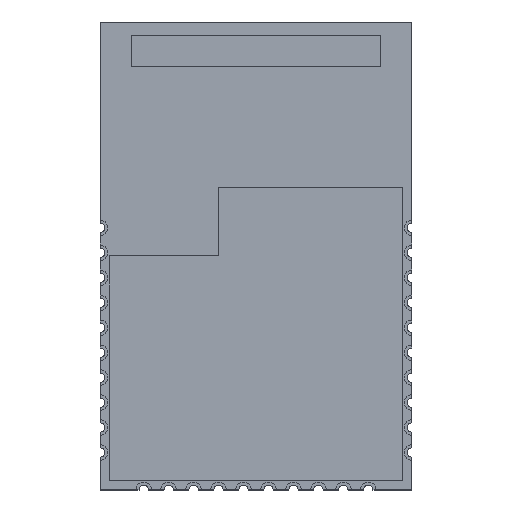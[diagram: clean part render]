
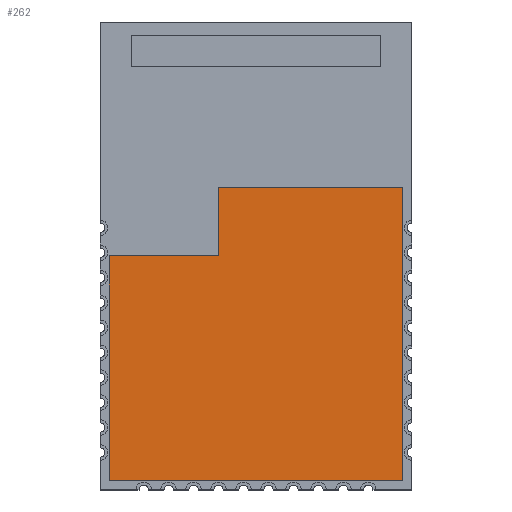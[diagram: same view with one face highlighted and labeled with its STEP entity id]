
A CAD part, top view. The second image highlights one B-rep face of the part: STEP entity #262.
In plain terms, the highlighted planar face has unit normal (0, 0, 1).
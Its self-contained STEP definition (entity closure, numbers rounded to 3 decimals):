
#262 = ADVANCED_FACE( '', ( #605 ), #606, .T. );
#605 = FACE_OUTER_BOUND( '', #1028, .T. );
#606 = PLANE( '', #1029 );
#1028 = EDGE_LOOP( '', ( #1805, #1806, #1807, #1808, #1809, #1810 ) );
#1029 = AXIS2_PLACEMENT_3D( '', #1811, #1812, #1813 );
#1805 = ORIENTED_EDGE( '', *, *, #2673, .T. );
#1806 = ORIENTED_EDGE( '', *, *, #2954, .T. );
#1807 = ORIENTED_EDGE( '', *, *, #2955, .T. );
#1808 = ORIENTED_EDGE( '', *, *, #2687, .T. );
#1809 = ORIENTED_EDGE( '', *, *, #2956, .T. );
#1810 = ORIENTED_EDGE( '', *, *, #2957, .T. );
#1811 = CARTESIAN_POINT( '', ( 0., 0., 1.7 ) );
#1812 = DIRECTION( '', ( 0., 0., 1. ) );
#1813 = DIRECTION( '', ( 1., 0., 0. ) );
#2673 = EDGE_CURVE( '', #3232, #3230, #3233, .T. );
#2687 = EDGE_CURVE( '', #3258, #3256, #3259, .T. );
#2954 = EDGE_CURVE( '', #3230, #3702, #3703, .T. );
#2955 = EDGE_CURVE( '', #3702, #3258, #3704, .T. );
#2956 = EDGE_CURVE( '', #3256, #3705, #3706, .T. );
#2957 = EDGE_CURVE( '', #3705, #3232, #3707, .T. );
#3230 = VERTEX_POINT( '', #4049 );
#3232 = VERTEX_POINT( '', #4052 );
#3233 = LINE( '', #4053, #4054 );
#3256 = VERTEX_POINT( '', #4087 );
#3258 = VERTEX_POINT( '', #4090 );
#3259 = LINE( '', #4091, #4092 );
#3702 = VERTEX_POINT( '', #4682 );
#3703 = LINE( '', #4683, #4684 );
#3704 = LINE( '', #4685, #4686 );
#3705 = VERTEX_POINT( '', #4687 );
#3706 = LINE( '', #4688, #4689 );
#3707 = LINE( '', #4690, #4691 );
#4049 = CARTESIAN_POINT( '', ( -1.2, 9.7, 1.7 ) );
#4052 = CARTESIAN_POINT( '', ( 4.7, 9.7, 1.7 ) );
#4053 = CARTESIAN_POINT( '', ( 4.7, 9.7, 1.7 ) );
#4054 = VECTOR( '', #5118, 1000. );
#4087 = CARTESIAN_POINT( '', ( -4.7, 0.3, 1.7 ) );
#4090 = CARTESIAN_POINT( '', ( -4.7, 7.5, 1.7 ) );
#4091 = CARTESIAN_POINT( '', ( -4.7, 0.3, 1.7 ) );
#4092 = VECTOR( '', #5130, 1000. );
#4682 = CARTESIAN_POINT( '', ( -1.2, 7.5, 1.7 ) );
#4683 = CARTESIAN_POINT( '', ( -1.2, 9.7, 1.7 ) );
#4684 = VECTOR( '', #5503, 1000. );
#4685 = CARTESIAN_POINT( '', ( -1.2, 7.5, 1.7 ) );
#4686 = VECTOR( '', #5504, 1000. );
#4687 = CARTESIAN_POINT( '', ( 4.7, 0.3, 1.7 ) );
#4688 = CARTESIAN_POINT( '', ( 4.7, 0.3, 1.7 ) );
#4689 = VECTOR( '', #5505, 1000. );
#4690 = CARTESIAN_POINT( '', ( 4.7, 9.7, 1.7 ) );
#4691 = VECTOR( '', #5506, 1000. );
#5118 = DIRECTION( '', ( -1., 0., 0. ) );
#5130 = DIRECTION( '', ( 0., -1., 0. ) );
#5503 = DIRECTION( '', ( 0., -1., 0. ) );
#5504 = DIRECTION( '', ( -1., 0., 0. ) );
#5505 = DIRECTION( '', ( 1., 0., 0. ) );
#5506 = DIRECTION( '', ( 0., 1., 0. ) );
